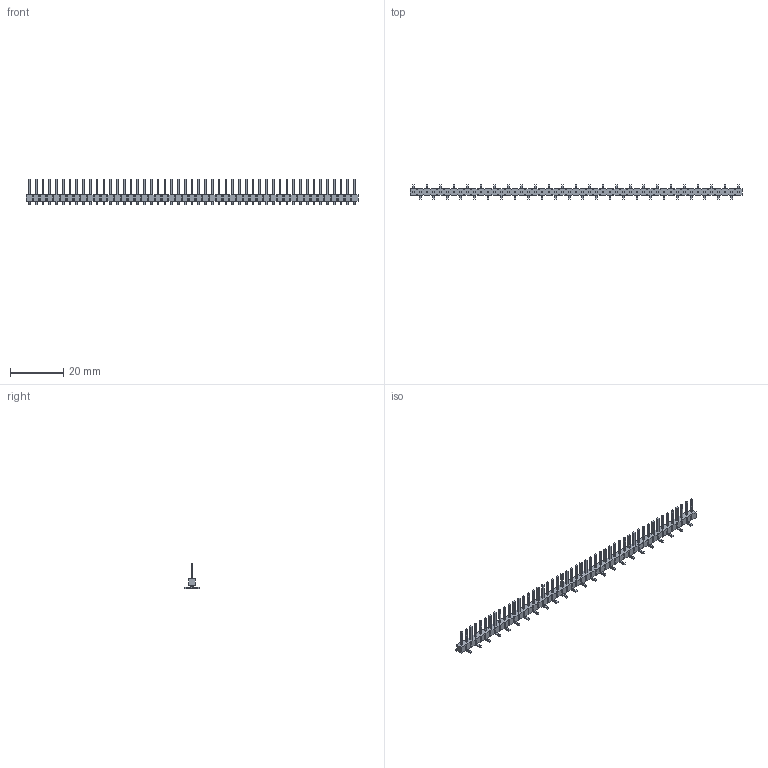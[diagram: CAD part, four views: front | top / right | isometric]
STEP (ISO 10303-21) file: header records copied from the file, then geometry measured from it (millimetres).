
FILE_DESCRIPTION(('FreeCAD Model'),'2;1');
FILE_NAME('Open CASCADE Shape Model','2025-01-13T13:04:10',(''),(''), 'Open CASCADE STEP processor 7.8','FreeCAD','Unknown');
FILE_SCHEMA(('AUTOMOTIVE_DESIGN { 1 0 10303 214 1 1 1 1 }'));
Length unit declared in the file: millimetre
Products named in the file (4): TSM-149-01-S-SV-P_(pad hidden); TSM-149-01-SV_body; T-1S6-16-S(-01-49-SV); T-1S6-16-S(-01-49-SV)2
Assembly tree (3 placements, depth 2):
  TSM-149-01-S-SV-P_(pad hidden)
    TSM-149-01-SV_body
    T-1S6-16-S(-01-49-SV)
    T-1S6-16-S(-01-49-SV)2
Bounding box: 124.46 x 5.28 x 9.65 mm (x, y, z)
Volume: 969 mm3; surface area: 3431 mm2
Topology: 3 solids, 3 shells, 1280 faces, 3540 edges, 2360 vertices
Faces by surface type: plane 1182, cylinder 98
Entity records: 40429 total; most frequent: CARTESIAN_POINT 7184, ORIENTED_EDGE 7080, DIRECTION 6304, EDGE_CURVE 3540, LINE 3344, VECTOR 3344, VERTEX_POINT 2360, AXIS2_PLACEMENT_3D 1480
